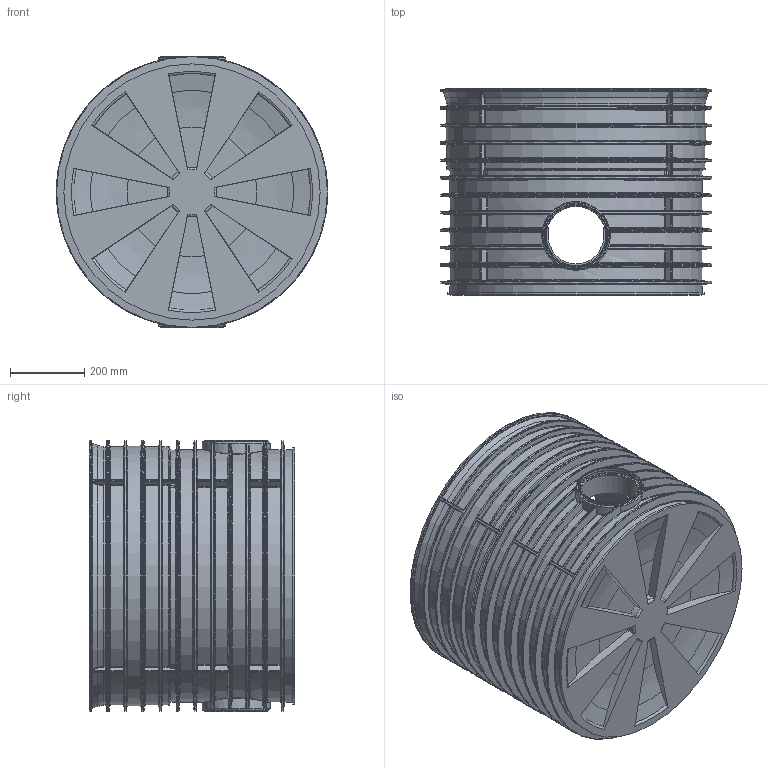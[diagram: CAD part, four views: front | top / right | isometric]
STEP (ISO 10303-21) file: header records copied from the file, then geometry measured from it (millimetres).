
FILE_DESCRIPTION(/* description */ (''),/* implementation_level */ '2;1');
FILE_NAME(/* name */ '661000z.stp',/* time_stamp */ '2024-02-21T10:34:57+01:00',/* author */ ('corinna'),/* organization */ (''),/* preprocessor_version */ 'ST-DEVELOPER v20',/* originating_system */ 'Autodesk Inventor 2024',/* authorisation */ '');
FILE_SCHEMA (('AUTOMOTIVE_DESIGN { 1 0 10303 214 3 1 1 }'));
Length unit declared in the file: millimetre
Products named in the file (3): 661000z; Schachtboden DN600x; Schacht DN600 Teil2
Assembly tree (2 placements, depth 2):
  661000z
    Schachtboden DN600x
    Schacht DN600 Teil2
Bounding box: 731 x 554.5 x 732 mm (x, y, z)
Volume: 23053639.5 mm3; surface area: 5453063.1 mm2
Topology: 2 solids, 14 shells, 1627 faces, 3874 edges, 2166 vertices
Faces by surface type: bspline 649, cylinder 281, torus 263, plane 170, sphere 136, cone 128
Full cylindrical faces by diameter (mm): 120 x1, 135 x1, 150 x1, 160.5 x2, 160.7 x2, 160.8 x2, 173.8 x2, 640 x1, 650 x1, 666 x2, 681 x2, 685 x1, 690 x1, 700 x1, 731 x4
Entity records: 66211 total; most frequent: CARTESIAN_POINT 33153, ORIENTED_EDGE 7476, DIRECTION 5990, EDGE_CURVE 3738, AXIS2_PLACEMENT_3D 2724, VERTEX_POINT 2166, CIRCLE 1729, EDGE_LOOP 1666
